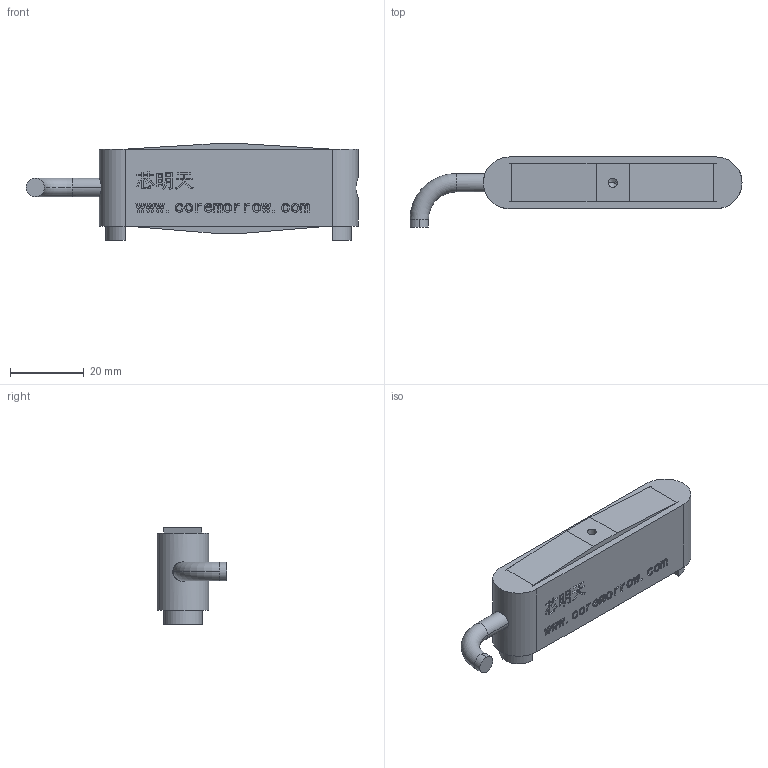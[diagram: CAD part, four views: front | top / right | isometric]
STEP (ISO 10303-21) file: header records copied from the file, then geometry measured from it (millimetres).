
FILE_DESCRIPTION (( 'STEP AP203' ), '1' );
FILE_NAME ('NAC2641-STEP-Drawing-2022.03.29.STEP', '2022-03-29T02:37:36', ( '' ), ( '' ), 'SwSTEP 2.0', 'SolidWorks 2016', '' );
FILE_SCHEMA (( 'CONFIG_CONTROL_DESIGN' ));
Length unit declared in the file: millimetre
Products named in the file (1): NAC2641-STEP-Drawing-2022.03.29
Bounding box: 90 x 18.97 x 26.1 mm (x, y, z)
Volume: 21065.2 mm3; surface area: 9083.7 mm2
Topology: 1 solids, 4 shells, 443 faces, 1168 edges, 762 vertices
Faces by surface type: plane 247, bspline 141, cylinder 39, cone 14, torus 2
Entity records: 21582 total; most frequent: CARTESIAN_POINT 11562, ORIENTED_EDGE 2320, DIRECTION 1518, EDGE_CURVE 1160, VECTOR 784, LINE 784, VERTEX_POINT 762, EDGE_LOOP 488
